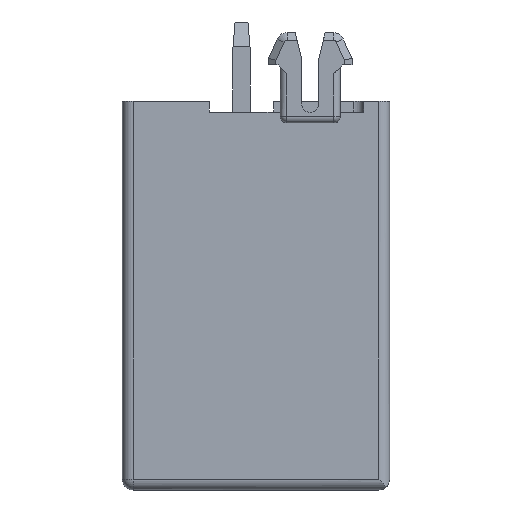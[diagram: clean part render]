
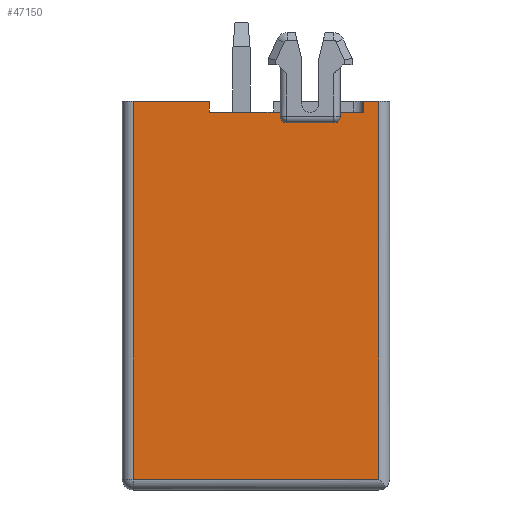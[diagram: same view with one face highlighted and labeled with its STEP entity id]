
A CAD part, left-side view. The second image highlights one B-rep face of the part: STEP entity #47150.
In plain terms, the highlighted planar face has unit normal (-1, 0, 0).
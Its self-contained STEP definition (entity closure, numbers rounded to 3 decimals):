
#4880=CARTESIAN_POINT('',(-59.623,-11.261,19.6));
#4890=VERTEX_POINT('',#4880);
#4920=CARTESIAN_POINT('',(-59.623,-11.261,2.));
#4930=DIRECTION('',(0.,0.,-1.));
#4940=VECTOR('',#4930,1.);
#4950=LINE('',#4920,#4940);
#4960=CARTESIAN_POINT('',(-59.623,-11.261,19.4));
#4970=VERTEX_POINT('',#4960);
#4980=EDGE_CURVE('',#4890,#4970,#4950,.T.);
#5500=CARTESIAN_POINT('',(-59.623,-13.061,2.5));
#5510=VERTEX_POINT('',#5500);
#5540=CARTESIAN_POINT('',(-59.623,-13.061,2.));
#5550=DIRECTION('',(0.,0.,-1.));
#5560=VECTOR('',#5550,1.);
#5570=LINE('',#5540,#5560);
#5580=CARTESIAN_POINT('',(-59.623,-13.061,20.1));
#5590=VERTEX_POINT('',#5580);
#5600=EDGE_CURVE('',#5590,#5510,#5570,.T.);
#19370=CARTESIAN_POINT('',(-59.623,-1.611,20.1));
#19380=VERTEX_POINT('',#19370);
#19410=CARTESIAN_POINT('',(-59.623,-1.611,2.));
#19420=DIRECTION('',(0.,0.,1.));
#19430=VECTOR('',#19420,1.);
#19440=LINE('',#19410,#19430);
#19450=CARTESIAN_POINT('',(-59.623,-1.611,2.5));
#19460=VERTEX_POINT('',#19450);
#19470=EDGE_CURVE('',#19460,#19380,#19440,.T.);
#33140=CARTESIAN_POINT('',(-59.623,-4.018,20.1));
#33150=DIRECTION('',(0.,1.,0.));
#33160=VECTOR('',#33150,1.);
#33170=LINE('',#33140,#33160);
#33180=CARTESIAN_POINT('',(-59.623,-5.161,20.1));
#33190=VERTEX_POINT('',#33180);
#33200=EDGE_CURVE('',#33190,#19380,#33170,.T.);
#40230=CARTESIAN_POINT('',(-59.623,-4.018,2.5));
#40240=DIRECTION('',(0.,-1.,0.));
#40250=VECTOR('',#40240,1.);
#40260=LINE('',#40230,#40250);
#40270=EDGE_CURVE('',#19460,#5510,#40260,.T.);
#41430=CARTESIAN_POINT('',(-59.623,-5.161,19.6));
#41440=VERTEX_POINT('',#41430);
#41470=CARTESIAN_POINT('',(-59.623,-5.161,2.));
#41480=DIRECTION('',(0.,0.,1.));
#41490=VECTOR('',#41480,1.);
#41500=LINE('',#41470,#41490);
#41510=EDGE_CURVE('',#41440,#33190,#41500,.T.);
#41930=CARTESIAN_POINT('',(-59.623,-12.361,20.1));
#41940=VERTEX_POINT('',#41930);
#41970=CARTESIAN_POINT('',(-59.623,-12.361,2.));
#41980=DIRECTION('',(0.,0.,-1.));
#41990=VECTOR('',#41980,1.);
#42000=LINE('',#41970,#41990);
#42010=CARTESIAN_POINT('',(-59.623,-12.361,19.6));
#42020=VERTEX_POINT('',#42010);
#42030=EDGE_CURVE('',#41940,#42020,#42000,.T.);
#46530=CARTESIAN_POINT('',(-59.623,-7.336,20.7));
#46540=DIRECTION('',(-1.,0.,0.));
#46550=DIRECTION('',(0.,-1.,0.));
#46560=AXIS2_PLACEMENT_3D('',#46530,#46540,#46550);
#46570=PLANE('',#46560);
#46580=ORIENTED_EDGE('',*,*,#42030,.T.);
#46590=CARTESIAN_POINT('',(-59.623,-12.361,20.1));
#46600=DIRECTION('',(0.,-1.,0.));
#46610=VECTOR('',#46600,1.);
#46620=LINE('',#46590,#46610);
#46630=EDGE_CURVE('',#41940,#5590,#46620,.T.);
#46640=ORIENTED_EDGE('',*,*,#46630,.F.);
#46650=ORIENTED_EDGE('',*,*,#5600,.F.);
#46660=ORIENTED_EDGE('',*,*,#40270,.T.);
#46670=ORIENTED_EDGE('',*,*,#19470,.F.);
#46680=ORIENTED_EDGE('',*,*,#33200,.T.);
#46690=ORIENTED_EDGE('',*,*,#41510,.T.);
#46700=CARTESIAN_POINT('',(-59.623,-4.018,19.6));
#46710=DIRECTION('',(0.,-1.,0.));
#46720=VECTOR('',#46710,1.);
#46730=LINE('',#46700,#46720);
#46740=CARTESIAN_POINT('',(-59.623,-8.461,19.6));
#46750=VERTEX_POINT('',#46740);
#46760=EDGE_CURVE('',#41440,#46750,#46730,.T.);
#46770=ORIENTED_EDGE('',*,*,#46760,.F.);
#46780=CARTESIAN_POINT('',(-59.623,-8.461,2.));
#46790=DIRECTION('',(0.,0.,-1.));
#46800=VECTOR('',#46790,1.);
#46810=LINE('',#46780,#46800);
#46820=CARTESIAN_POINT('',(-59.623,-8.461,19.4));
#46830=VERTEX_POINT('',#46820);
#46840=EDGE_CURVE('',#46750,#46830,#46810,.T.);
#46850=ORIENTED_EDGE('',*,*,#46840,.F.);
#46860=CARTESIAN_POINT('',(-59.623,-8.761,19.4));
#46870=DIRECTION('',(1.,0.,0.));
#46880=DIRECTION('',(0.,-1.,0.));
#46890=AXIS2_PLACEMENT_3D('',#46860,#46870,#46880);
#46900=CIRCLE('',#46890,0.3);
#46910=CARTESIAN_POINT('',(-59.623,-8.761,19.1));
#46920=VERTEX_POINT('',#46910);
#46930=EDGE_CURVE('',#46920,#46830,#46900,.T.);
#46940=ORIENTED_EDGE('',*,*,#46930,.T.);
#46950=CARTESIAN_POINT('',(-59.623,-4.018,19.1));
#46960=DIRECTION('',(0.,-1.,0.));
#46970=VECTOR('',#46960,1.);
#46980=LINE('',#46950,#46970);
#46990=CARTESIAN_POINT('',(-59.623,-10.961,19.1));
#47000=VERTEX_POINT('',#46990);
#47010=EDGE_CURVE('',#46920,#47000,#46980,.T.);
#47020=ORIENTED_EDGE('',*,*,#47010,.F.);
#47030=CARTESIAN_POINT('',(-59.623,-10.961,19.4));
#47040=DIRECTION('',(1.,0.,0.));
#47050=DIRECTION('',(0.,-1.,0.));
#47060=AXIS2_PLACEMENT_3D('',#47030,#47040,#47050);
#47070=CIRCLE('',#47060,0.3);
#47080=EDGE_CURVE('',#4970,#47000,#47070,.T.);
#47090=ORIENTED_EDGE('',*,*,#47080,.T.);
#47100=ORIENTED_EDGE('',*,*,#4980,.T.);
#47110=EDGE_CURVE('',#4890,#42020,#46730,.T.);
#47120=ORIENTED_EDGE('',*,*,#47110,.F.);
#47130=EDGE_LOOP('',(#47120,#47100,#47090,#47020,#46940,#46850,#46770,
#46690,#46680,#46670,#46660,#46650,#46640,#46580));
#47140=FACE_OUTER_BOUND('',#47130,.T.);
#47150=ADVANCED_FACE('',(#47140),#46570,.T.);
